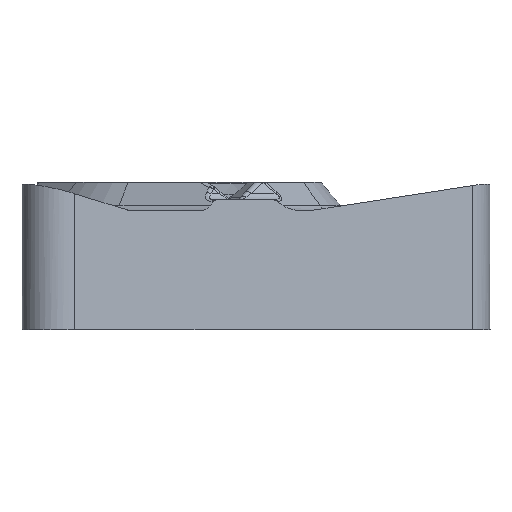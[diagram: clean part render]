
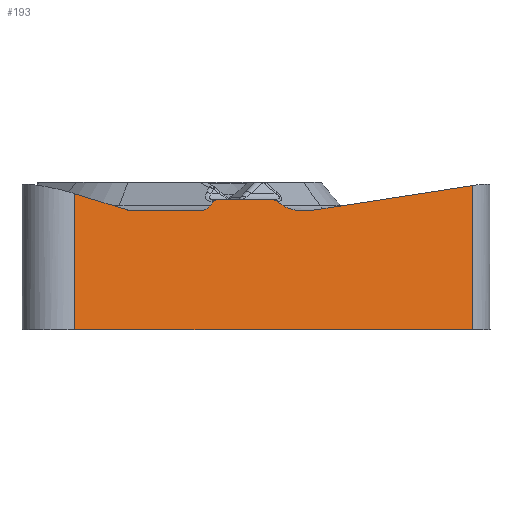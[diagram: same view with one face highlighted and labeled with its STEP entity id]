
A CAD part, front view. The second image highlights one B-rep face of the part: STEP entity #193.
In plain terms, the highlighted planar face has unit normal (0.5, -0.866, 0).
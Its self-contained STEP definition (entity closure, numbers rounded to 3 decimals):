
#193=ADVANCED_FACE('',(#394),#361,.F.);
#361=PLANE('',#2745);
#394=FACE_OUTER_BOUND('',#558,.T.);
#558=EDGE_LOOP('',(#959,#960,#961,#962,#963,#964,#965,#966,#967,#968,#969,
#970,#971,#972,#973,#974));
#736=CIRCLE('',#2744,0.415);
#866=ELLIPSE('',#2739,0.83,0.415);
#867=ELLIPSE('',#2740,0.83,0.415);
#868=ELLIPSE('',#2741,0.3,0.15);
#869=ELLIPSE('',#2742,0.177,0.15);
#870=ELLIPSE('',#2743,0.489,0.415);
#959=ORIENTED_EDGE('',*,*,#1977,.F.);
#960=ORIENTED_EDGE('',*,*,#1978,.T.);
#961=ORIENTED_EDGE('',*,*,#1979,.T.);
#962=ORIENTED_EDGE('',*,*,#1980,.T.);
#963=ORIENTED_EDGE('',*,*,#1981,.F.);
#964=ORIENTED_EDGE('',*,*,#1982,.T.);
#965=ORIENTED_EDGE('',*,*,#1983,.T.);
#966=ORIENTED_EDGE('',*,*,#1984,.F.);
#967=ORIENTED_EDGE('',*,*,#1985,.T.);
#968=ORIENTED_EDGE('',*,*,#1986,.F.);
#969=ORIENTED_EDGE('',*,*,#1987,.T.);
#970=ORIENTED_EDGE('',*,*,#1988,.T.);
#971=ORIENTED_EDGE('',*,*,#1989,.F.);
#972=ORIENTED_EDGE('',*,*,#1990,.T.);
#973=ORIENTED_EDGE('',*,*,#1991,.T.);
#974=ORIENTED_EDGE('',*,*,#1992,.T.);
#1743=VERTEX_POINT('',#4139);
#1744=VERTEX_POINT('',#4140);
#1745=VERTEX_POINT('',#4142);
#1746=VERTEX_POINT('',#4144);
#1747=VERTEX_POINT('',#4146);
#1748=VERTEX_POINT('',#4148);
#1749=VERTEX_POINT('',#4150);
#1750=VERTEX_POINT('',#4152);
#1751=VERTEX_POINT('',#4154);
#1752=VERTEX_POINT('',#4156);
#1753=VERTEX_POINT('',#4158);
#1754=VERTEX_POINT('',#4160);
#1755=VERTEX_POINT('',#4162);
#1756=VERTEX_POINT('',#4164);
#1757=VERTEX_POINT('',#4166);
#1758=VERTEX_POINT('',#4168);
#1977=EDGE_CURVE('',#1743,#1744,#2355,.T.);
#1978=EDGE_CURVE('',#1743,#1745,#2356,.T.);
#1979=EDGE_CURVE('',#1745,#1746,#2357,.T.);
#1980=EDGE_CURVE('',#1746,#1747,#866,.T.);
#1981=EDGE_CURVE('',#1748,#1747,#2358,.T.);
#1982=EDGE_CURVE('',#1748,#1749,#867,.T.);
#1983=EDGE_CURVE('',#1749,#1750,#2359,.T.);
#1984=EDGE_CURVE('',#1751,#1750,#868,.T.);
#1985=EDGE_CURVE('',#1751,#1752,#2360,.T.);
#1986=EDGE_CURVE('',#1753,#1752,#869,.T.);
#1987=EDGE_CURVE('',#1753,#1754,#2361,.T.);
#1988=EDGE_CURVE('',#1754,#1755,#870,.T.);
#1989=EDGE_CURVE('',#1756,#1755,#2362,.T.);
#1990=EDGE_CURVE('',#1756,#1757,#736,.T.);
#1991=EDGE_CURVE('',#1757,#1758,#2363,.T.);
#1992=EDGE_CURVE('',#1758,#1744,#2364,.T.);
#2355=LINE('',#4138,#2505);
#2356=LINE('',#4141,#2506);
#2357=LINE('',#4143,#2507);
#2358=LINE('',#4147,#2508);
#2359=LINE('',#4151,#2509);
#2360=LINE('',#4155,#2510);
#2361=LINE('',#4159,#2511);
#2362=LINE('',#4163,#2512);
#2363=LINE('',#4167,#2513);
#2364=LINE('',#4169,#2514);
#2505=VECTOR('',#3094,1.);
#2506=VECTOR('',#3095,1.);
#2507=VECTOR('',#3096,1.);
#2508=VECTOR('',#3099,1.);
#2509=VECTOR('',#3102,1.);
#2510=VECTOR('',#3105,1.);
#2511=VECTOR('',#3108,1.);
#2512=VECTOR('',#3111,1.);
#2513=VECTOR('',#3114,1.);
#2514=VECTOR('',#3115,1.);
#2739=AXIS2_PLACEMENT_3D('',#4145,#3097,#3098);
#2740=AXIS2_PLACEMENT_3D('',#4149,#3100,#3101);
#2741=AXIS2_PLACEMENT_3D('',#4153,#3103,#3104);
#2742=AXIS2_PLACEMENT_3D('',#4157,#3106,#3107);
#2743=AXIS2_PLACEMENT_3D('',#4161,#3109,#3110);
#2744=AXIS2_PLACEMENT_3D('',#4165,#3112,#3113);
#2745=AXIS2_PLACEMENT_3D('',#4170,#3116,#3117);
#3094=DIRECTION('',(-0.866,-0.5,0.));
#3095=DIRECTION('',(0.,0.,1.));
#3096=DIRECTION('',(-0.858,-0.496,-0.133));
#3097=DIRECTION('',(-0.5,0.866,0.));
#3098=DIRECTION('',(-0.866,-0.5,0.));
#3099=DIRECTION('',(0.866,0.5,0.));
#3100=DIRECTION('',(-0.5,0.866,0.));
#3101=DIRECTION('',(0.866,0.5,0.));
#3102=DIRECTION('',(-0.744,-0.43,0.512));
#3103=DIRECTION('',(-0.5,0.866,0.));
#3104=DIRECTION('',(0.866,0.5,0.));
#3105=DIRECTION('',(-0.866,-0.5,0.));
#3106=DIRECTION('',(-0.5,0.866,0.));
#3107=DIRECTION('',(-0.866,-0.5,0.));
#3108=DIRECTION('',(-0.609,-0.352,-0.711));
#3109=DIRECTION('',(-0.5,0.866,0.));
#3110=DIRECTION('',(0.866,0.5,0.));
#3111=DIRECTION('',(0.866,0.5,0.));
#3112=DIRECTION('',(-0.5,0.866,0.));
#3113=DIRECTION('',(0.,0.,-1.));
#3114=DIRECTION('',(-0.837,-0.483,0.259));
#3115=DIRECTION('',(0.,0.,-1.));
#3116=DIRECTION('',(-0.5,0.866,0.));
#3117=DIRECTION('',(0.,0.,-1.));
#4138=CARTESIAN_POINT('',(-0.367,-5.711,-3.97));
#4139=CARTESIAN_POINT('',(8.025,-0.866,-3.97));
#4140=CARTESIAN_POINT('',(-3.263,-7.383,-3.97));
#4141=CARTESIAN_POINT('',(8.025,-0.866,0.));
#4142=CARTESIAN_POINT('',(8.025,-0.866,0.129));
#4143=CARTESIAN_POINT('',(-0.233,-5.634,-1.148));
#4144=CARTESIAN_POINT('',(3.499,-3.479,-0.571));
#4145=CARTESIAN_POINT('',(3.313,-3.587,-0.17));
#4146=CARTESIAN_POINT('',(3.313,-3.587,-0.585));
#4147=CARTESIAN_POINT('',(-0.367,-5.711,-0.585));
#4148=CARTESIAN_POINT('',(3.2,-3.652,-0.585));
#4149=CARTESIAN_POINT('',(3.2,-3.652,-0.17));
#4150=CARTESIAN_POINT('',(2.65,-3.969,-0.437));
#4151=CARTESIAN_POINT('',(0.257,-5.351,1.209));
#4152=CARTESIAN_POINT('',(2.485,-4.064,-0.324));
#4153=CARTESIAN_POINT('',(2.286,-4.179,-0.42));
#4154=CARTESIAN_POINT('',(2.286,-4.179,-0.27));
#4155=CARTESIAN_POINT('',(5.129,-2.538,-0.27));
#4156=CARTESIAN_POINT('',(0.803,-5.036,-0.27));
#4157=CARTESIAN_POINT('',(0.803,-5.036,-0.42));
#4158=CARTESIAN_POINT('',(0.685,-5.104,-0.324));
#4159=CARTESIAN_POINT('',(3.024,-3.754,2.405));
#4160=CARTESIAN_POINT('',(0.588,-5.16,-0.437));
#4161=CARTESIAN_POINT('',(0.264,-5.347,-0.17));
#4162=CARTESIAN_POINT('',(0.264,-5.347,-0.585));
#4163=CARTESIAN_POINT('',(5.129,-2.538,-0.585));
#4164=CARTESIAN_POINT('',(-1.656,-6.456,-0.585));
#4165=CARTESIAN_POINT('',(-1.656,-6.456,-0.17));
#4166=CARTESIAN_POINT('',(-1.749,-6.509,-0.571));
#4167=CARTESIAN_POINT('',(4.545,-2.875,-2.518));
#4168=CARTESIAN_POINT('',(-3.263,-7.383,-0.103));
#4169=CARTESIAN_POINT('',(-3.263,-7.383,0.));
#4170=CARTESIAN_POINT('',(-0.367,-5.711,0.));
